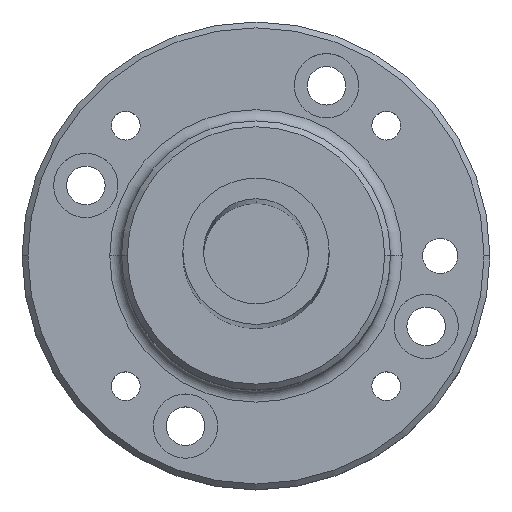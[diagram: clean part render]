
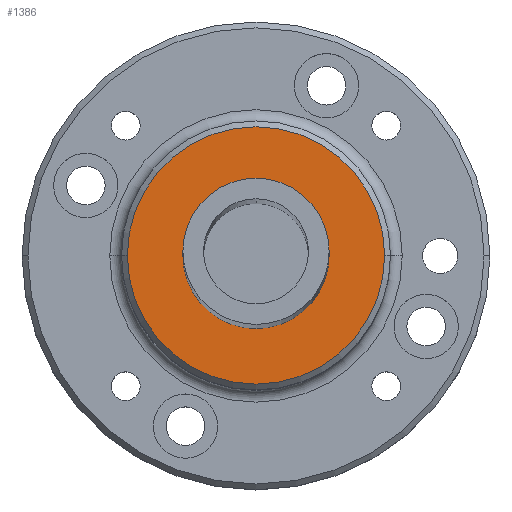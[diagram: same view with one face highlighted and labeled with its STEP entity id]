
A CAD part, top view. The second image highlights one B-rep face of the part: STEP entity #1386.
In plain terms, the highlighted planar face has unit normal (0, 0, 1).
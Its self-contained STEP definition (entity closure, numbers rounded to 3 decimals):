
#10 = ORIENTED_EDGE ( 'NONE', *, *, #550, .F. ) ;
#93 = CARTESIAN_POINT ( 'NONE',  ( 0., 0., 61. ) ) ;
#135 = FACE_BOUND ( 'NONE', #478, .T. ) ;
#171 = DIRECTION ( 'NONE',  ( 1., 0., 0. ) ) ;
#287 = DIRECTION ( 'NONE',  ( 1., 0., 0. ) ) ;
#365 = CIRCLE ( 'NONE', #520, 12.5 ) ;
#386 = CARTESIAN_POINT ( 'NONE',  ( 0., 0., 61. ) ) ;
#467 = AXIS2_PLACEMENT_3D ( 'NONE', #93, #539, #1241 ) ;
#478 = EDGE_LOOP ( 'NONE', ( #769, #10 ) ) ;
#494 = CARTESIAN_POINT ( 'NONE',  ( -12.5, 0., 61. ) ) ;
#520 = AXIS2_PLACEMENT_3D ( 'NONE', #1035, #1865, #1875 ) ;
#539 = DIRECTION ( 'NONE',  ( 0., 0., 1. ) ) ;
#550 = EDGE_CURVE ( 'NONE', #1788, #694, #1804, .T. ) ;
#694 = VERTEX_POINT ( 'NONE', #494 ) ;
#714 = EDGE_LOOP ( 'NONE', ( #933, #1504 ) ) ;
#720 = CARTESIAN_POINT ( 'NONE',  ( 0., 0., 61. ) ) ;
#769 = ORIENTED_EDGE ( 'NONE', *, *, #1623, .F. ) ;
#805 = CIRCLE ( 'NONE', #467, 22. ) ;
#822 = CARTESIAN_POINT ( 'NONE',  ( 22., 0., 61. ) ) ;
#840 = CARTESIAN_POINT ( 'NONE',  ( -22., 0., 61. ) ) ;
#848 = EDGE_CURVE ( 'NONE', #1842, #1275, #805, .T. ) ;
#859 = DIRECTION ( 'NONE',  ( 1., 0., 0. ) ) ;
#933 = ORIENTED_EDGE ( 'NONE', *, *, #848, .T. ) ;
#943 = DIRECTION ( 'NONE',  ( 0., 0., 1. ) ) ;
#971 = DIRECTION ( 'NONE',  ( 0., 0., 1. ) ) ;
#1024 = DIRECTION ( 'NONE',  ( 0., 0., 1. ) ) ;
#1035 = CARTESIAN_POINT ( 'NONE',  ( 0., 0., 61. ) ) ;
#1125 = FACE_OUTER_BOUND ( 'NONE', #714, .T. ) ;
#1241 = DIRECTION ( 'NONE',  ( 1., 0., 0. ) ) ;
#1273 = AXIS2_PLACEMENT_3D ( 'NONE', #1803, #943, #171 ) ;
#1275 = VERTEX_POINT ( 'NONE', #840 ) ;
#1386 = ADVANCED_FACE ( 'NONE', ( #135, #1125 ), #1860, .T. ) ;
#1504 = ORIENTED_EDGE ( 'NONE', *, *, #1814, .T. ) ;
#1622 = CARTESIAN_POINT ( 'NONE',  ( 12.5, 0., 61. ) ) ;
#1623 = EDGE_CURVE ( 'NONE', #694, #1788, #365, .T. ) ;
#1678 = CIRCLE ( 'NONE', #1273, 22. ) ;
#1739 = AXIS2_PLACEMENT_3D ( 'NONE', #386, #971, #287 ) ;
#1763 = AXIS2_PLACEMENT_3D ( 'NONE', #720, #1024, #859 ) ;
#1788 = VERTEX_POINT ( 'NONE', #1622 ) ;
#1803 = CARTESIAN_POINT ( 'NONE',  ( 0., 0., 61. ) ) ;
#1804 = CIRCLE ( 'NONE', #1739, 12.5 ) ;
#1814 = EDGE_CURVE ( 'NONE', #1275, #1842, #1678, .T. ) ;
#1842 = VERTEX_POINT ( 'NONE', #822 ) ;
#1860 = PLANE ( 'NONE',  #1763 ) ;
#1865 = DIRECTION ( 'NONE',  ( 0., 0., 1. ) ) ;
#1875 = DIRECTION ( 'NONE',  ( 1., 0., 0. ) ) ;
